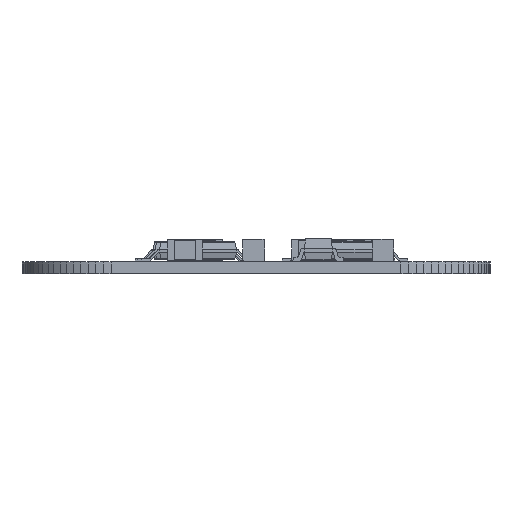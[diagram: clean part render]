
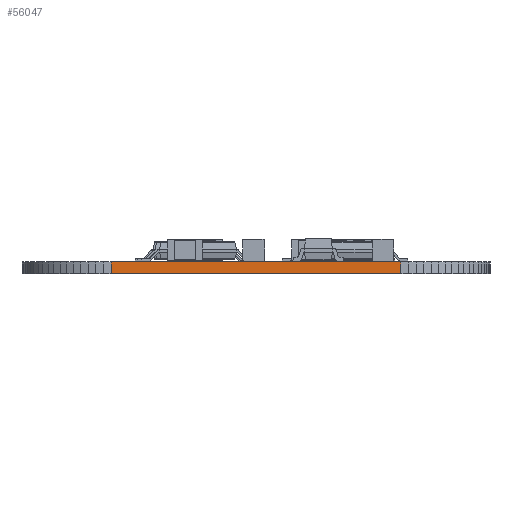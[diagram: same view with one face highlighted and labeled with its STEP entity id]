
A CAD part, front view. The second image highlights one B-rep face of the part: STEP entity #56047.
In plain terms, the highlighted planar face has unit normal (0, -1, 0).
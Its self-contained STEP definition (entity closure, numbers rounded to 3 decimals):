
#48166 = PLANE('',#48167);
#48167 = AXIS2_PLACEMENT_3D('',#48168,#48169,#48170);
#48168 = CARTESIAN_POINT('',(11.43,-19.05,0.68));
#48169 = DIRECTION('',(-0.,-0.,-1.));
#48170 = DIRECTION('',(-1.,0.,0.));
#48220 = PLANE('',#48221);
#48221 = AXIS2_PLACEMENT_3D('',#48222,#48223,#48224);
#48222 = CARTESIAN_POINT('',(11.43,-19.05,0.));
#48223 = DIRECTION('',(-0.,-0.,-1.));
#48224 = DIRECTION('',(-1.,0.,0.));
#49309 = VERTEX_POINT('',#49310);
#49310 = CARTESIAN_POINT('',(19.685,-43.815,0.));
#49324 = PLANE('',#49325);
#49325 = AXIS2_PLACEMENT_3D('',#49326,#49327,#49328);
#49326 = CARTESIAN_POINT('',(20.128,-43.796,0.));
#49327 = DIRECTION('',(0.044,-0.999,0.));
#49328 = DIRECTION('',(-0.999,-0.044,0.));
#49336 = EDGE_CURVE('',#49309,#49337,#49339,.T.);
#49337 = VERTEX_POINT('',#49338);
#49338 = CARTESIAN_POINT('',(3.175,-43.815,0.));
#49339 = SURFACE_CURVE('',#49340,(#49344,#49351),.PCURVE_S1.);
#49340 = LINE('',#49341,#49342);
#49341 = CARTESIAN_POINT('',(19.685,-43.815,0.));
#49342 = VECTOR('',#49343,1.);
#49343 = DIRECTION('',(-1.,0.,0.));
#49344 = PCURVE('',#48220,#49345);
#49345 = DEFINITIONAL_REPRESENTATION('',(#49346),#49350);
#49346 = LINE('',#49347,#49348);
#49347 = CARTESIAN_POINT('',(-8.255,-24.765));
#49348 = VECTOR('',#49349,1.);
#49349 = DIRECTION('',(1.,0.));
#49350 = ( GEOMETRIC_REPRESENTATION_CONTEXT(2) 
PARAMETRIC_REPRESENTATION_CONTEXT() REPRESENTATION_CONTEXT('2D SPACE',''
  ) );
#49351 = PCURVE('',#49352,#49357);
#49352 = PLANE('',#49353);
#49353 = AXIS2_PLACEMENT_3D('',#49354,#49355,#49356);
#49354 = CARTESIAN_POINT('',(19.685,-43.815,0.));
#49355 = DIRECTION('',(0.,-1.,0.));
#49356 = DIRECTION('',(-1.,0.,0.));
#49357 = DEFINITIONAL_REPRESENTATION('',(#49358),#49362);
#49358 = LINE('',#49359,#49360);
#49359 = CARTESIAN_POINT('',(0.,-0.));
#49360 = VECTOR('',#49361,1.);
#49361 = DIRECTION('',(1.,0.));
#49362 = ( GEOMETRIC_REPRESENTATION_CONTEXT(2) 
PARAMETRIC_REPRESENTATION_CONTEXT() REPRESENTATION_CONTEXT('2D SPACE',''
  ) );
#49380 = PLANE('',#49381);
#49381 = AXIS2_PLACEMENT_3D('',#49382,#49383,#49384);
#49382 = CARTESIAN_POINT('',(3.175,-43.815,0.));
#49383 = DIRECTION('',(-0.044,-0.999,0.));
#49384 = DIRECTION('',(-0.999,0.044,0.));
#52307 = VERTEX_POINT('',#52308);
#52308 = CARTESIAN_POINT('',(19.685,-43.815,0.68));
#52329 = EDGE_CURVE('',#52307,#52330,#52332,.T.);
#52330 = VERTEX_POINT('',#52331);
#52331 = CARTESIAN_POINT('',(3.175,-43.815,0.68));
#52332 = SURFACE_CURVE('',#52333,(#52337,#52344),.PCURVE_S1.);
#52333 = LINE('',#52334,#52335);
#52334 = CARTESIAN_POINT('',(19.685,-43.815,0.68));
#52335 = VECTOR('',#52336,1.);
#52336 = DIRECTION('',(-1.,0.,0.));
#52337 = PCURVE('',#48166,#52338);
#52338 = DEFINITIONAL_REPRESENTATION('',(#52339),#52343);
#52339 = LINE('',#52340,#52341);
#52340 = CARTESIAN_POINT('',(-8.255,-24.765));
#52341 = VECTOR('',#52342,1.);
#52342 = DIRECTION('',(1.,0.));
#52343 = ( GEOMETRIC_REPRESENTATION_CONTEXT(2) 
PARAMETRIC_REPRESENTATION_CONTEXT() REPRESENTATION_CONTEXT('2D SPACE',''
  ) );
#52344 = PCURVE('',#49352,#52345);
#52345 = DEFINITIONAL_REPRESENTATION('',(#52346),#52350);
#52346 = LINE('',#52347,#52348);
#52347 = CARTESIAN_POINT('',(0.,-0.68));
#52348 = VECTOR('',#52349,1.);
#52349 = DIRECTION('',(1.,0.));
#52350 = ( GEOMETRIC_REPRESENTATION_CONTEXT(2) 
PARAMETRIC_REPRESENTATION_CONTEXT() REPRESENTATION_CONTEXT('2D SPACE',''
  ) );
#55999 = EDGE_CURVE('',#49309,#52307,#56000,.T.);
#56000 = SURFACE_CURVE('',#56001,(#56005,#56012),.PCURVE_S1.);
#56001 = LINE('',#56002,#56003);
#56002 = CARTESIAN_POINT('',(19.685,-43.815,0.));
#56003 = VECTOR('',#56004,1.);
#56004 = DIRECTION('',(0.,0.,1.));
#56005 = PCURVE('',#49324,#56006);
#56006 = DEFINITIONAL_REPRESENTATION('',(#56007),#56011);
#56007 = LINE('',#56008,#56009);
#56008 = CARTESIAN_POINT('',(0.443,0.));
#56009 = VECTOR('',#56010,1.);
#56010 = DIRECTION('',(0.,-1.));
#56011 = ( GEOMETRIC_REPRESENTATION_CONTEXT(2) 
PARAMETRIC_REPRESENTATION_CONTEXT() REPRESENTATION_CONTEXT('2D SPACE',''
  ) );
#56012 = PCURVE('',#49352,#56013);
#56013 = DEFINITIONAL_REPRESENTATION('',(#56014),#56018);
#56014 = LINE('',#56015,#56016);
#56015 = CARTESIAN_POINT('',(0.,-0.));
#56016 = VECTOR('',#56017,1.);
#56017 = DIRECTION('',(0.,-1.));
#56018 = ( GEOMETRIC_REPRESENTATION_CONTEXT(2) 
PARAMETRIC_REPRESENTATION_CONTEXT() REPRESENTATION_CONTEXT('2D SPACE',''
  ) );
#56047 = ADVANCED_FACE('',(#56048),#49352,.T.);
#56048 = FACE_BOUND('',#56049,.T.);
#56049 = EDGE_LOOP('',(#56050,#56051,#56052,#56073));
#56050 = ORIENTED_EDGE('',*,*,#55999,.T.);
#56051 = ORIENTED_EDGE('',*,*,#52329,.T.);
#56052 = ORIENTED_EDGE('',*,*,#56053,.F.);
#56053 = EDGE_CURVE('',#49337,#52330,#56054,.T.);
#56054 = SURFACE_CURVE('',#56055,(#56059,#56066),.PCURVE_S1.);
#56055 = LINE('',#56056,#56057);
#56056 = CARTESIAN_POINT('',(3.175,-43.815,0.));
#56057 = VECTOR('',#56058,1.);
#56058 = DIRECTION('',(0.,0.,1.));
#56059 = PCURVE('',#49352,#56060);
#56060 = DEFINITIONAL_REPRESENTATION('',(#56061),#56065);
#56061 = LINE('',#56062,#56063);
#56062 = CARTESIAN_POINT('',(16.51,0.));
#56063 = VECTOR('',#56064,1.);
#56064 = DIRECTION('',(0.,-1.));
#56065 = ( GEOMETRIC_REPRESENTATION_CONTEXT(2) 
PARAMETRIC_REPRESENTATION_CONTEXT() REPRESENTATION_CONTEXT('2D SPACE',''
  ) );
#56066 = PCURVE('',#49380,#56067);
#56067 = DEFINITIONAL_REPRESENTATION('',(#56068),#56072);
#56068 = LINE('',#56069,#56070);
#56069 = CARTESIAN_POINT('',(0.,0.));
#56070 = VECTOR('',#56071,1.);
#56071 = DIRECTION('',(0.,-1.));
#56072 = ( GEOMETRIC_REPRESENTATION_CONTEXT(2) 
PARAMETRIC_REPRESENTATION_CONTEXT() REPRESENTATION_CONTEXT('2D SPACE',''
  ) );
#56073 = ORIENTED_EDGE('',*,*,#49336,.F.);
